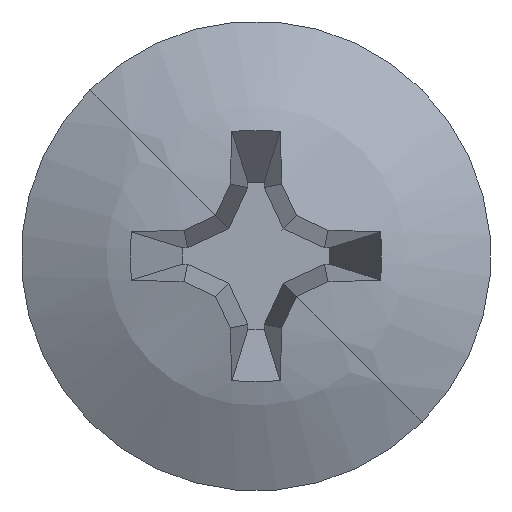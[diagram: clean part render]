
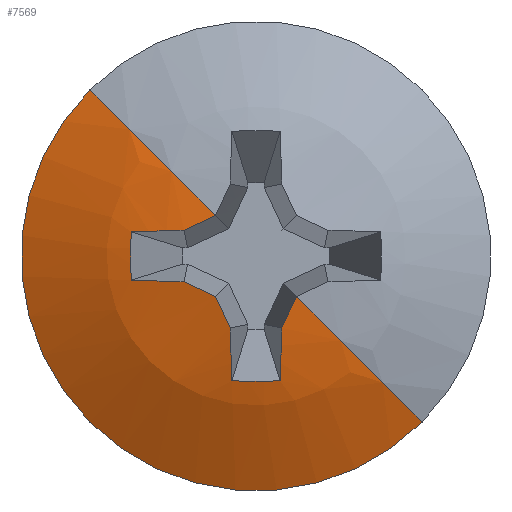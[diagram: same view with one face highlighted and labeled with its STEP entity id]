
A CAD part, left-side view. The second image highlights one B-rep face of the part: STEP entity #7569.
In plain terms, the highlighted spherical face has radius 11.711 mm.
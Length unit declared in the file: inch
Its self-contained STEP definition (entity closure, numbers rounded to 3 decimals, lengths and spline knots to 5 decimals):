
#3035=CARTESIAN_POINT('',(0.28537,0.0276,
0.0276));
#3036=DIRECTION('',(-0.144,0.7,0.7));
#3037=DIRECTION('',(-0.95,0.099,-0.295));
#3038=AXIS2_PLACEMENT_3D('',#3035,#3036,#3037);
#3040=CARTESIAN_POINT('',(-0.1662,0.,-0.05908));
#3041=CARTESIAN_POINT('',(-0.16603,0.00363,
-0.06037));
#3042=CARTESIAN_POINT('',(-0.1656,0.01086,
-0.06294));
#3043=CARTESIAN_POINT('',(-0.1647,0.02147,
-0.06666));
#3044=CARTESIAN_POINT('',(-0.16382,0.02935,
-0.0694));
#3045=CARTESIAN_POINT('',(-0.1633,0.03344,
-0.07081));
#3047=CARTESIAN_POINT('',(-0.1633,-0.03344,
-0.07081));
#3048=CARTESIAN_POINT('',(-0.16383,-0.02932,
-0.06939));
#3049=CARTESIAN_POINT('',(-0.16471,-0.02141,
-0.06664));
#3050=CARTESIAN_POINT('',(-0.16561,-0.01078,
-0.06291));
#3051=CARTESIAN_POINT('',(-0.16603,-0.00359,
-0.06036));
#3052=CARTESIAN_POINT('',(-0.1662,0.,-0.05908));
#3054=CARTESIAN_POINT('',(0.28537,-0.0276,
0.0276));
#3055=DIRECTION('',(-0.144,-0.7,0.7));
#3056=DIRECTION('',(-0.977,-0.013,-0.214));
#3057=AXIS2_PLACEMENT_3D('',#3054,#3055,#3056);
#3059=CARTESIAN_POINT('',(0.26025,0.0463,
0.0463));
#3060=DIRECTION('',(-0.426,0.64,0.64));
#3061=DIRECTION('',(-0.903,-0.262,-0.339));
#3062=AXIS2_PLACEMENT_3D('',#3059,#3060,#3061);
#3064=CARTESIAN_POINT('',(0.28537,0.0276,
-0.0276));
#3065=DIRECTION('',(-0.144,0.7,-0.7));
#3066=DIRECTION('',(-0.95,-0.295,-0.099));
#3067=AXIS2_PLACEMENT_3D('',#3064,#3065,#3066);
#3069=CARTESIAN_POINT('',(-0.1662,-0.05908,0.));
#3070=CARTESIAN_POINT('',(-0.16604,-0.0603,
-0.00343));
#3071=CARTESIAN_POINT('',(-0.16564,-0.06277,
-0.01037));
#3072=CARTESIAN_POINT('',(-0.16469,-0.0667,
-0.02157));
#3073=CARTESIAN_POINT('',(-0.16382,-0.06942,
-0.0294));
#3074=CARTESIAN_POINT('',(-0.1633,-0.07081,
-0.03344));
#3076=CARTESIAN_POINT('',(0.29107,0.,0.));
#3077=DIRECTION('',(0.,0.,-1.));
#3078=DIRECTION('',(-0.853,-0.523,0.));
#3079=AXIS2_PLACEMENT_3D('',#3076,#3077,#3078);
#3081=CARTESIAN_POINT('',(-0.102,0.,0.));
#3082=DIRECTION('',(-1.,0.,0.));
#3083=DIRECTION('',(0.,1.,0.));
#3084=AXIS2_PLACEMENT_3D('',#3081,#3082,#3083);
#3086=CARTESIAN_POINT('',(0.29107,0.,0.));
#3087=DIRECTION('',(0.,0.,1.));
#3088=DIRECTION('',(-0.853,0.523,0.));
#3089=AXIS2_PLACEMENT_3D('',#3086,#3087,#3088);
#3091=CARTESIAN_POINT('',(-0.1633,0.07081,
-0.03344));
#3092=CARTESIAN_POINT('',(-0.16382,0.06942,
-0.0294));
#3093=CARTESIAN_POINT('',(-0.16469,0.0667,
-0.02158));
#3094=CARTESIAN_POINT('',(-0.16564,0.06277,
-0.01037));
#3095=CARTESIAN_POINT('',(-0.16604,0.0603,
-0.00343));
#3096=CARTESIAN_POINT('',(-0.1662,0.05908,0.));
#3098=CARTESIAN_POINT('',(0.28537,-0.0276,
-0.0276));
#3099=DIRECTION('',(0.144,0.7,0.7));
#3100=DIRECTION('',(-0.95,0.295,-0.099));
#3101=AXIS2_PLACEMENT_3D('',#3098,#3099,#3100);
#3103=CARTESIAN_POINT('',(0.26025,-0.0463,
0.0463));
#3104=DIRECTION('',(0.426,0.64,-0.64));
#3105=DIRECTION('',(-0.903,0.262,-0.339));
#3106=AXIS2_PLACEMENT_3D('',#3103,#3104,#3105);
#3133=CARTESIAN_POINT('',(-0.1662,-0.05908,0.));
#3179=CARTESIAN_POINT('',(-0.1662,0.05908,0.));
#3346=CARTESIAN_POINT('',(-0.102,0.241,0.));
#3348=VERTEX_POINT('',#3346);
#3350=CARTESIAN_POINT('',(-0.102,-0.241,0.));
#3352=VERTEX_POINT('',#3350);
#3481=VERTEX_POINT('',#3133);
#3496=VERTEX_POINT('',#3179);
#3497=CARTESIAN_POINT('',(-0.15115,0.07317,
-0.10803));
#3498=CARTESIAN_POINT('',(-0.1633,0.03344,
-0.07081));
#3499=VERTEX_POINT('',#3497);
#3500=VERTEX_POINT('',#3498);
#3501=VERTEX_POINT('',#3040);
#3502=VERTEX_POINT('',#3047);
#3503=CARTESIAN_POINT('',(-0.15115,-0.07317,
-0.10803));
#3504=VERTEX_POINT('',#3503);
#3505=CARTESIAN_POINT('',(-0.15115,-0.10803,
-0.07317));
#3506=VERTEX_POINT('',#3505);
#3507=CARTESIAN_POINT('',(-0.1633,-0.07081,
-0.03344));
#3508=VERTEX_POINT('',#3507);
#3509=VERTEX_POINT('',#3091);
#3510=CARTESIAN_POINT('',(-0.15115,0.10803,
-0.07317));
#3511=VERTEX_POINT('',#3510);
#7537=CARTESIAN_POINT('',(0.29107,0.,0.));
#7538=DIRECTION('',(1.,0.,0.));
#7539=DIRECTION('',(0.,-1.,0.));
#7540=AXIS2_PLACEMENT_3D('',#7537,#7538,#7539);
#7541=SPHERICAL_SURFACE('',#7540,0.46107);
#7543=ORIENTED_EDGE('',*,*,#7542,.T.);
#7545=ORIENTED_EDGE('',*,*,#7544,.F.);
#7547=ORIENTED_EDGE('',*,*,#7546,.F.);
#7549=ORIENTED_EDGE('',*,*,#7548,.T.);
#7551=ORIENTED_EDGE('',*,*,#7550,.T.);
#7553=ORIENTED_EDGE('',*,*,#7552,.T.);
#7555=ORIENTED_EDGE('',*,*,#7554,.F.);
#7557=ORIENTED_EDGE('',*,*,#7556,.F.);
#7558=ORIENTED_EDGE('',*,*,#7530,.F.);
#7560=ORIENTED_EDGE('',*,*,#7559,.T.);
#7562=ORIENTED_EDGE('',*,*,#7561,.F.);
#7564=ORIENTED_EDGE('',*,*,#7563,.F.);
#7566=ORIENTED_EDGE('',*,*,#7565,.F.);
#7567=EDGE_LOOP('',(#7543,#7545,#7547,#7549,#7551,#7553,#7555,#7557,#7558,#7560,
#7562,#7564,#7566));
#7568=FACE_OUTER_BOUND('',#7567,.F.);
#3039=CIRCLE('',#3038,0.45938);
#3046=B_SPLINE_CURVE_WITH_KNOTS('',3,(#3040,#3041,#3042,#3043,#3044,#3045),
.UNSPECIFIED.,.F.,.F.,(4,1,1,4),(0.,0.33333,0.66667,1.),
.UNSPECIFIED.);
#3053=B_SPLINE_CURVE_WITH_KNOTS('',3,(#3047,#3048,#3049,#3050,#3051,#3052),
.UNSPECIFIED.,.F.,.F.,(4,1,1,4),(0.,0.33333,0.66667,1.),
.UNSPECIFIED.);
#3058=CIRCLE('',#3057,0.45938);
#3063=CIRCLE('',#3062,0.45535);
#3068=CIRCLE('',#3067,0.45938);
#3075=B_SPLINE_CURVE_WITH_KNOTS('',3,(#3069,#3070,#3071,#3072,#3073,#3074),
.UNSPECIFIED.,.F.,.F.,(4,1,1,4),(0.,0.33333,0.66667,1.),
.UNSPECIFIED.);
#3080=CIRCLE('',#3079,0.46107);
#3085=CIRCLE('',#3084,0.241);
#3090=CIRCLE('',#3089,0.46107);
#3097=B_SPLINE_CURVE_WITH_KNOTS('',3,(#3091,#3092,#3093,#3094,#3095,#3096),
.UNSPECIFIED.,.F.,.F.,(4,1,1,4),(0.,0.33333,0.66667,1.),
.UNSPECIFIED.);
#3102=CIRCLE('',#3101,0.45938);
#3107=CIRCLE('',#3106,0.45535);
#7530=EDGE_CURVE('',#3348,#3352,#3085,.T.);
#7542=EDGE_CURVE('',#3499,#3500,#3039,.T.);
#7544=EDGE_CURVE('',#3501,#3500,#3046,.T.);
#7546=EDGE_CURVE('',#3502,#3501,#3053,.T.);
#7548=EDGE_CURVE('',#3502,#3504,#3058,.T.);
#7550=EDGE_CURVE('',#3504,#3506,#3063,.T.);
#7552=EDGE_CURVE('',#3506,#3508,#3068,.T.);
#7554=EDGE_CURVE('',#3481,#3508,#3075,.T.);
#7556=EDGE_CURVE('',#3352,#3481,#3080,.T.);
#7559=EDGE_CURVE('',#3348,#3496,#3090,.T.);
#7561=EDGE_CURVE('',#3509,#3496,#3097,.T.);
#7563=EDGE_CURVE('',#3511,#3509,#3102,.T.);
#7565=EDGE_CURVE('',#3499,#3511,#3107,.T.);
#7569=ADVANCED_FACE('',(#7568),#7541,.T.);
